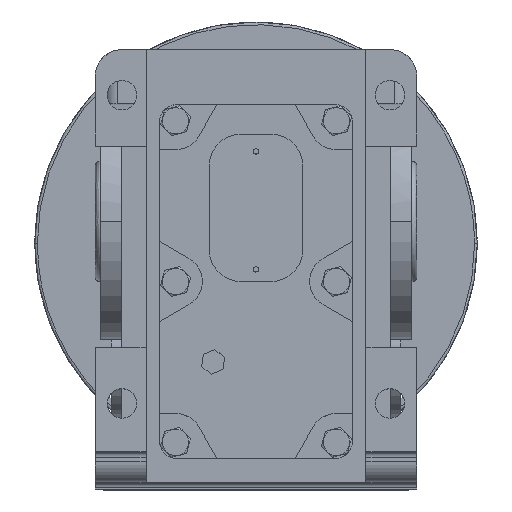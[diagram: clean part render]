
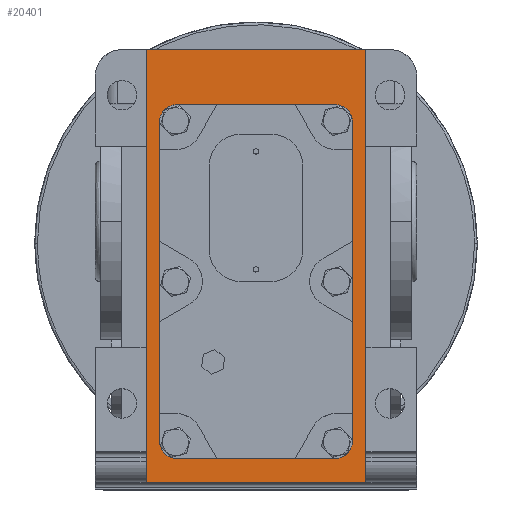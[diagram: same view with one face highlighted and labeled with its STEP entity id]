
A CAD part, top view. The second image highlights one B-rep face of the part: STEP entity #20401.
In plain terms, the highlighted planar face has unit normal (0, 0, 1).
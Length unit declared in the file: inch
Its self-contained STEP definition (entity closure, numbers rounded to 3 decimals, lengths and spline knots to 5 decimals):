
#28 = EDGE_CURVE ( 'NONE', #38125, #21387, #20425, .T. ) ;
#226 = CARTESIAN_POINT ( 'NONE',  ( -2.12884, 3.49476, 3.50394 ) ) ;
#324 = VERTEX_POINT ( 'NONE', #16804 ) ;
#474 = ORIENTED_EDGE ( 'NONE', *, *, #23458, .T. ) ;
#678 = DIRECTION ( 'NONE',  ( 1., 0., 0. ) ) ;
#940 = VECTOR ( 'NONE', #2365, 39.37008 ) ;
#1398 = CIRCLE ( 'NONE', #15448, 0.25591 ) ;
#1809 = VERTEX_POINT ( 'NONE', #38444 ) ;
#2357 = LINE ( 'NONE', #18238, #22520 ) ;
#2365 = DIRECTION ( 'NONE',  ( -1., 0., 0. ) ) ;
#2774 = DIRECTION ( 'NONE',  ( 0., -1., 0. ) ) ;
#2811 = CARTESIAN_POINT ( 'NONE',  ( -1.93199, -2.86351, 3.50394 ) ) ;
#3053 = EDGE_CURVE ( 'NONE', #21387, #13509, #19266, .T. ) ;
#3088 = LINE ( 'NONE', #26456, #940 ) ;
#3966 = ORIENTED_EDGE ( 'NONE', *, *, #37260, .T. ) ;
#4815 = DIRECTION ( 'NONE',  ( 1., 0., 0. ) ) ;
#6232 = CARTESIAN_POINT ( 'NONE',  ( -1.67608, -2.25327, 3.50394 ) ) ;
#6473 = CARTESIAN_POINT ( 'NONE',  ( 1.09951, -2.86351, 3.50394 ) ) ;
#7156 = CARTESIAN_POINT ( 'NONE',  ( 1.09951, -2.86351, 3.50394 ) ) ;
#7664 = AXIS2_PLACEMENT_3D ( 'NONE', #7156, #31085, #30952 ) ;
#7815 = DIRECTION ( 'NONE',  ( 1., 0., 0. ) ) ;
#8032 = EDGE_CURVE ( 'NONE', #35390, #33395, #31706, .T. ) ;
#8391 = VERTEX_POINT ( 'NONE', #42079 ) ;
#8850 = ORIENTED_EDGE ( 'NONE', *, *, #37793, .T. ) ;
#9133 = ORIENTED_EDGE ( 'NONE', *, *, #16874, .T. ) ;
#9213 = CARTESIAN_POINT ( 'NONE',  ( -1.93199, -2.25327, 3.50394 ) ) ;
#9600 = AXIS2_PLACEMENT_3D ( 'NONE', #35299, #18493, #7815 ) ;
#9941 = VECTOR ( 'NONE', #19196, 39.37008 ) ;
#10382 = EDGE_CURVE ( 'NONE', #8391, #26130, #25264, .T. ) ;
#10628 = ORIENTED_EDGE ( 'NONE', *, *, #3053, .T. ) ;
#11397 = VECTOR ( 'NONE', #18316, 39.37008 ) ;
#11500 = CARTESIAN_POINT ( 'NONE',  ( 1.09951, 3.49476, 3.50394 ) ) ;
#11520 = LINE ( 'NONE', #43570, #30696 ) ;
#11703 = AXIS2_PLACEMENT_3D ( 'NONE', #21574, #17575, #678 ) ;
#12523 = CARTESIAN_POINT ( 'NONE',  ( 1.09951, 2.68768, 3.50394 ) ) ;
#13373 = AXIS2_PLACEMENT_3D ( 'NONE', #6232, #33281, #26597 ) ;
#13509 = VERTEX_POINT ( 'NONE', #11500 ) ;
#14480 = EDGE_CURVE ( 'NONE', #36552, #1809, #1398, .T. ) ;
#15372 = CARTESIAN_POINT ( 'NONE',  ( 0.64687, 2.68768, 3.50394 ) ) ;
#15448 = AXIS2_PLACEMENT_3D ( 'NONE', #31853, #35394, #4815 ) ;
#16610 = EDGE_CURVE ( 'NONE', #32182, #38125, #2357, .T. ) ;
#16804 = CARTESIAN_POINT ( 'NONE',  ( -1.6762, 2.68768, 3.50394 ) ) ;
#16874 = EDGE_CURVE ( 'NONE', #26130, #27642, #40043, .T. ) ;
#17028 = CARTESIAN_POINT ( 'NONE',  ( 0.90266, -2.86351, 3.50394 ) ) ;
#17575 = DIRECTION ( 'NONE',  ( 0., 0., -1. ) ) ;
#18238 = CARTESIAN_POINT ( 'NONE',  ( -2.12884, -2.96193, 3.50394 ) ) ;
#18316 = DIRECTION ( 'NONE',  ( 1., 0., 0. ) ) ;
#18493 = DIRECTION ( 'NONE',  ( 0., 0., -1. ) ) ;
#19196 = DIRECTION ( 'NONE',  ( 1., 0., 0. ) ) ;
#19266 = LINE ( 'NONE', #43332, #29909 ) ;
#19403 = DIRECTION ( 'NONE',  ( 0., 1., 0. ) ) ;
#19872 = ORIENTED_EDGE ( 'NONE', *, *, #40499, .T. ) ;
#20401 = ADVANCED_FACE ( 'NONE', ( #27205, #41045 ), #37617, .T. ) ;
#20425 = LINE ( 'NONE', #32176, #11397 ) ;
#21300 = ORIENTED_EDGE ( 'NONE', *, *, #28, .T. ) ;
#21387 = VERTEX_POINT ( 'NONE', #6473 ) ;
#21574 = CARTESIAN_POINT ( 'NONE',  ( -1.6762, 2.43177, 3.50394 ) ) ;
#22380 = CARTESIAN_POINT ( 'NONE',  ( 0.64675, -2.50918, 3.50394 ) ) ;
#22520 = VECTOR ( 'NONE', #2774, 39.37008 ) ;
#22911 = DIRECTION ( 'NONE',  ( 0., 1., 0. ) ) ;
#23458 = EDGE_CURVE ( 'NONE', #324, #36552, #34440, .T. ) ;
#23847 = EDGE_CURVE ( 'NONE', #13509, #32182, #11520, .T. ) ;
#23870 = ORIENTED_EDGE ( 'NONE', *, *, #23847, .T. ) ;
#24544 = CARTESIAN_POINT ( 'NONE',  ( -1.93199, 2.43964, 3.50394 ) ) ;
#25264 = CIRCLE ( 'NONE', #13373, 0.25591 ) ;
#26130 = VERTEX_POINT ( 'NONE', #9213 ) ;
#26283 = LINE ( 'NONE', #17028, #43891 ) ;
#26456 = CARTESIAN_POINT ( 'NONE',  ( 1.09951, -2.50918, 3.50394 ) ) ;
#26597 = DIRECTION ( 'NONE',  ( 1., 0., 0. ) ) ;
#27205 = FACE_BOUND ( 'NONE', #37720, .T. ) ;
#27642 = VERTEX_POINT ( 'NONE', #24544 ) ;
#28390 = CIRCLE ( 'NONE', #11703, 0.25591 ) ;
#29850 = ORIENTED_EDGE ( 'NONE', *, *, #8032, .T. ) ;
#29909 = VECTOR ( 'NONE', #22911, 39.37008 ) ;
#30168 = DIRECTION ( 'NONE',  ( -1., 0., 0. ) ) ;
#30451 = DIRECTION ( 'NONE',  ( 0., -1., 0. ) ) ;
#30696 = VECTOR ( 'NONE', #30168, 39.37008 ) ;
#30952 = DIRECTION ( 'NONE',  ( 1., 0., 0. ) ) ;
#31085 = DIRECTION ( 'NONE',  ( 0., 0., 1. ) ) ;
#31312 = ORIENTED_EDGE ( 'NONE', *, *, #16610, .T. ) ;
#31706 = CIRCLE ( 'NONE', #9600, 0.25591 ) ;
#31853 = CARTESIAN_POINT ( 'NONE',  ( 0.64687, 2.43177, 3.50394 ) ) ;
#32176 = CARTESIAN_POINT ( 'NONE',  ( 1.09951, -2.86351, 3.50394 ) ) ;
#32182 = VERTEX_POINT ( 'NONE', #226 ) ;
#33281 = DIRECTION ( 'NONE',  ( 0., 0., -1. ) ) ;
#33395 = VERTEX_POINT ( 'NONE', #22380 ) ;
#33483 = CARTESIAN_POINT ( 'NONE',  ( 0.90266, -2.25327, 3.50394 ) ) ;
#34440 = LINE ( 'NONE', #12523, #9941 ) ;
#35115 = ORIENTED_EDGE ( 'NONE', *, *, #10382, .T. ) ;
#35299 = CARTESIAN_POINT ( 'NONE',  ( 0.64675, -2.25327, 3.50394 ) ) ;
#35390 = VERTEX_POINT ( 'NONE', #33483 ) ;
#35394 = DIRECTION ( 'NONE',  ( 0., 0., -1. ) ) ;
#36552 = VERTEX_POINT ( 'NONE', #15372 ) ;
#37260 = EDGE_CURVE ( 'NONE', #1809, #35390, #26283, .T. ) ;
#37416 = EDGE_LOOP ( 'NONE', ( #23870, #31312, #21300, #10628 ) ) ;
#37617 = PLANE ( 'NONE',  #7664 ) ;
#37720 = EDGE_LOOP ( 'NONE', ( #3966, #29850, #19872, #35115, #9133, #8850, #474, #41990 ) ) ;
#37793 = EDGE_CURVE ( 'NONE', #27642, #324, #28390, .T. ) ;
#38125 = VERTEX_POINT ( 'NONE', #39401 ) ;
#38444 = CARTESIAN_POINT ( 'NONE',  ( 0.90266, 2.43964, 3.50394 ) ) ;
#39401 = CARTESIAN_POINT ( 'NONE',  ( -2.12884, -2.86351, 3.50394 ) ) ;
#39534 = VECTOR ( 'NONE', #19403, 39.37008 ) ;
#40043 = LINE ( 'NONE', #2811, #39534 ) ;
#40499 = EDGE_CURVE ( 'NONE', #33395, #8391, #3088, .T. ) ;
#41045 = FACE_OUTER_BOUND ( 'NONE', #37416, .T. ) ;
#41990 = ORIENTED_EDGE ( 'NONE', *, *, #14480, .T. ) ;
#42079 = CARTESIAN_POINT ( 'NONE',  ( -1.67608, -2.50918, 3.50394 ) ) ;
#43332 = CARTESIAN_POINT ( 'NONE',  ( 1.09951, -2.86351, 3.50394 ) ) ;
#43570 = CARTESIAN_POINT ( 'NONE',  ( -2.87687, 3.49476, 3.50394 ) ) ;
#43891 = VECTOR ( 'NONE', #30451, 39.37008 ) ;
